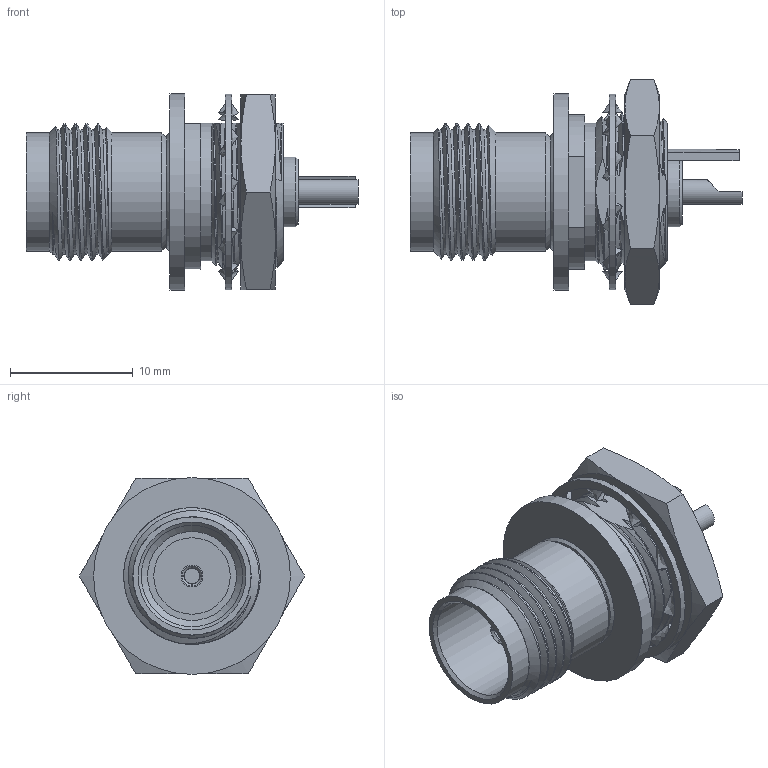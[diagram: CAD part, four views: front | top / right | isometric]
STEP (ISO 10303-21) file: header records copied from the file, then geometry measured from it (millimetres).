
FILE_DESCRIPTION (( 'STEP AP214' ), '1' );
FILE_NAME ('FMCN4380_3D.STEP', '2022-12-30T20:34:44', ( '' ), ( '' ), 'SwSTEP 2.0', 'SolidWorks 2022', '' );
FILE_SCHEMA (( 'AUTOMOTIVE_DESIGN' ));
Length unit declared in the file: inch
Products named in the file (1): FMCN4380_3D
Bounding box: 27 x 18.33 x 16 mm (x, y, z)
Volume: 1850.9 mm3; surface area: 2649.3 mm2
Topology: 3 solids, 4 shells, 211 faces, 589 edges, 399 vertices
Faces by surface type: bspline 69, plane 67, cylinder 45, cone 30
Full cylindrical faces by diameter (mm): 0.813 x1, 1.27 x1, 1.524 x1, 1.778 x1, 1.905 x2, 2.032 x1, 6.223 x1, 8.128 x1, 8.255 x1, 9.599 x3, 10.16 x1, 10.414 x1, 11.197 x1, 15.875 x1, 16 x1
Entity records: 16282 total; most frequent: CARTESIAN_POINT 11613, ORIENTED_EDGE 1080, DIRECTION 732, EDGE_CURVE 540, VERTEX_POINT 381, AXIS2_PLACEMENT_3D 276, EDGE_LOOP 261, FACE_OUTER_BOUND 227
